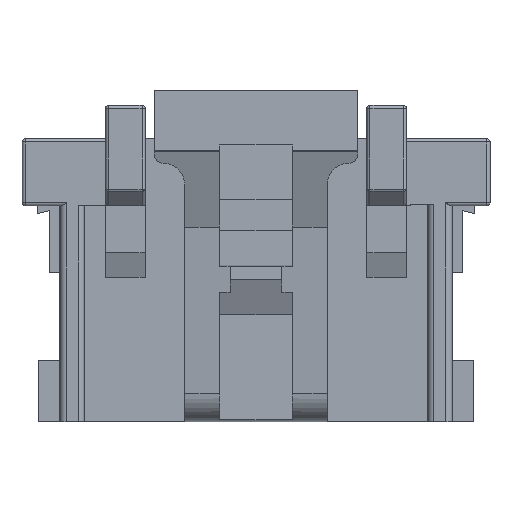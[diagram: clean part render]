
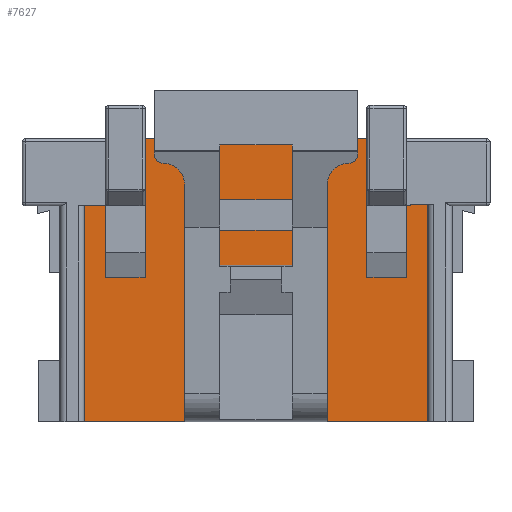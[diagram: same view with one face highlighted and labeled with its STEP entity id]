
A CAD part, top view. The second image highlights one B-rep face of the part: STEP entity #7627.
In plain terms, the highlighted planar face has unit normal (0, 0, 1).
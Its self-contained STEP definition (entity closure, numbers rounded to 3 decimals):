
#318=DIRECTION('',(-1.,0.,0.));
#319=VECTOR('',#318,7.3);
#320=CARTESIAN_POINT('',(3.65,9.3,1.825));
#321=LINE('',#320,#319);
#1717=DIRECTION('',(0.,-1.,0.));
#1718=VECTOR('',#1717,4.55);
#1719=CARTESIAN_POINT('',(-3.65,9.3,1.825));
#1720=LINE('',#1719,#1718);
#1847=DIRECTION('',(0.,1.,0.));
#1848=VECTOR('',#1847,2.4);
#1849=CARTESIAN_POINT('',(4.95,4.75,1.825));
#1850=LINE('',#1849,#1848);
#1851=DIRECTION('',(-1.,0.,0.));
#1852=VECTOR('',#1851,3.3);
#1853=CARTESIAN_POINT('',(5.65,0.,1.825));
#1854=LINE('',#1853,#1852);
#1855=DIRECTION('',(0.,1.,0.));
#1856=VECTOR('',#1855,1.3);
#1857=CARTESIAN_POINT('',(2.35,0.,1.825));
#1858=LINE('',#1857,#1856);
#1859=DIRECTION('',(1.,0.,0.));
#1860=VECTOR('',#1859,4.7);
#1861=CARTESIAN_POINT('',(-2.35,1.3,1.825));
#1862=LINE('',#1861,#1860);
#1863=DIRECTION('',(0.,-1.,0.));
#1864=VECTOR('',#1863,1.3);
#1865=CARTESIAN_POINT('',(-2.35,1.3,1.825));
#1866=LINE('',#1865,#1864);
#1867=DIRECTION('',(-1.,0.,0.));
#1868=VECTOR('',#1867,3.3);
#1869=CARTESIAN_POINT('',(-2.35,0.,1.825));
#1870=LINE('',#1869,#1868);
#1871=DIRECTION('',(0.,-1.,0.));
#1872=VECTOR('',#1871,7.1);
#1873=CARTESIAN_POINT('',(-5.65,7.1,1.825));
#1874=LINE('',#1873,#1872);
#1875=DIRECTION('',(1.,0.,0.));
#1876=VECTOR('',#1875,0.7);
#1877=CARTESIAN_POINT('',(-5.65,7.1,1.825));
#1878=LINE('',#1877,#1876);
#1879=DIRECTION('',(0.,-1.,0.));
#1880=VECTOR('',#1879,2.35);
#1881=CARTESIAN_POINT('',(-4.95,7.1,1.825));
#1882=LINE('',#1881,#1880);
#1883=DIRECTION('',(0.,-1.,0.));
#1884=VECTOR('',#1883,1.);
#1885=CARTESIAN_POINT('',(-1.2,7.3,1.825));
#1886=LINE('',#1885,#1884);
#1887=DIRECTION('',(1.,0.,0.));
#1888=VECTOR('',#1887,2.4);
#1889=CARTESIAN_POINT('',(-1.2,6.3,1.825));
#1890=LINE('',#1889,#1888);
#1891=DIRECTION('',(0.,1.,0.));
#1892=VECTOR('',#1891,1.);
#1893=CARTESIAN_POINT('',(1.2,6.3,1.825));
#1894=LINE('',#1893,#1892);
#1895=DIRECTION('',(-1.,0.,0.));
#1896=VECTOR('',#1895,2.4);
#1897=CARTESIAN_POINT('',(1.2,7.3,1.825));
#1898=LINE('',#1897,#1896);
#1927=DIRECTION('',(1.,0.,0.));
#1928=VECTOR('',#1927,1.3);
#1929=CARTESIAN_POINT('',(-4.95,4.75,1.825));
#1930=LINE('',#1929,#1928);
#1948=DIRECTION('',(1.,0.,0.));
#1949=VECTOR('',#1948,0.7);
#1950=CARTESIAN_POINT('',(4.95,7.15,1.825));
#1951=LINE('',#1950,#1949);
#1964=DIRECTION('',(0.,1.,0.));
#1965=VECTOR('',#1964,7.15);
#1966=CARTESIAN_POINT('',(5.65,0.,1.825));
#1967=LINE('',#1966,#1965);
#3569=DIRECTION('',(1.,0.,0.));
#3570=VECTOR('',#3569,1.3);
#3571=CARTESIAN_POINT('',(3.65,4.75,1.825));
#3572=LINE('',#3571,#3570);
#3585=DIRECTION('',(0.,1.,0.));
#3586=VECTOR('',#3585,4.55);
#3587=CARTESIAN_POINT('',(3.65,4.75,1.825));
#3588=LINE('',#3587,#3586);
#3853=CARTESIAN_POINT('',(3.65,9.3,1.825));
#3854=CARTESIAN_POINT('',(-3.65,9.3,1.825));
#3855=VERTEX_POINT('',#3853);
#3856=VERTEX_POINT('',#3854);
#3978=CARTESIAN_POINT('',(-5.65,7.1,1.825));
#3980=VERTEX_POINT('',#3978);
#3981=CARTESIAN_POINT('',(-5.65,0.,1.825));
#3982=VERTEX_POINT('',#3981);
#3984=CARTESIAN_POINT('',(5.65,0.,1.825));
#3986=VERTEX_POINT('',#3984);
#4010=CARTESIAN_POINT('',(-2.35,0.,1.825));
#4012=VERTEX_POINT('',#4010);
#4035=CARTESIAN_POINT('',(-2.35,1.3,1.825));
#4036=VERTEX_POINT('',#4035);
#4037=CARTESIAN_POINT('',(2.35,0.,1.825));
#4038=VERTEX_POINT('',#4037);
#4627=CARTESIAN_POINT('',(2.35,1.3,1.825));
#4628=VERTEX_POINT('',#4627);
#4665=CARTESIAN_POINT('',(-4.95,7.1,1.825));
#4666=VERTEX_POINT('',#4665);
#4667=CARTESIAN_POINT('',(-4.95,4.75,1.825));
#4668=VERTEX_POINT('',#4667);
#4673=CARTESIAN_POINT('',(3.65,4.75,1.825));
#4674=CARTESIAN_POINT('',(4.95,4.75,1.825));
#4675=VERTEX_POINT('',#4673);
#4676=VERTEX_POINT('',#4674);
#4681=CARTESIAN_POINT('',(-3.65,4.75,1.825));
#4682=VERTEX_POINT('',#4681);
#4701=CARTESIAN_POINT('',(4.95,7.15,1.825));
#4702=VERTEX_POINT('',#4701);
#4703=CARTESIAN_POINT('',(5.65,7.15,1.825));
#4704=VERTEX_POINT('',#4703);
#4713=CARTESIAN_POINT('',(-1.2,7.3,1.825));
#4714=CARTESIAN_POINT('',(-1.2,6.3,1.825));
#4715=VERTEX_POINT('',#4713);
#4716=VERTEX_POINT('',#4714);
#4717=CARTESIAN_POINT('',(1.2,6.3,1.825));
#4718=VERTEX_POINT('',#4717);
#4719=CARTESIAN_POINT('',(1.2,7.3,1.825));
#4720=VERTEX_POINT('',#4719);
#7581=CARTESIAN_POINT('',(-7.7,7.1,1.825));
#7582=DIRECTION('',(0.,0.,1.));
#7583=DIRECTION('',(0.,-1.,0.));
#7584=AXIS2_PLACEMENT_3D('',#7581,#7582,#7583);
#7585=PLANE('',#7584);
#7587=ORIENTED_EDGE('',*,*,#7586,.T.);
#7589=ORIENTED_EDGE('',*,*,#7588,.T.);
#7591=ORIENTED_EDGE('',*,*,#7590,.F.);
#7593=ORIENTED_EDGE('',*,*,#7592,.T.);
#7595=ORIENTED_EDGE('',*,*,#7594,.T.);
#7597=ORIENTED_EDGE('',*,*,#7596,.F.);
#7599=ORIENTED_EDGE('',*,*,#7598,.T.);
#7601=ORIENTED_EDGE('',*,*,#7600,.T.);
#7603=ORIENTED_EDGE('',*,*,#7602,.F.);
#7604=ORIENTED_EDGE('',*,*,#6950,.T.);
#7606=ORIENTED_EDGE('',*,*,#7605,.T.);
#7608=ORIENTED_EDGE('',*,*,#7607,.T.);
#7609=ORIENTED_EDGE('',*,*,#7412,.F.);
#7610=ORIENTED_EDGE('',*,*,#5041,.F.);
#7612=ORIENTED_EDGE('',*,*,#7611,.F.);
#7614=ORIENTED_EDGE('',*,*,#7613,.T.);
#7615=EDGE_LOOP('',(#7587,#7589,#7591,#7593,#7595,#7597,#7599,#7601,#7603,#7604,
#7606,#7608,#7609,#7610,#7612,#7614));
#7616=FACE_OUTER_BOUND('',#7615,.F.);
#7618=ORIENTED_EDGE('',*,*,#7617,.T.);
#7620=ORIENTED_EDGE('',*,*,#7619,.T.);
#7622=ORIENTED_EDGE('',*,*,#7621,.T.);
#7624=ORIENTED_EDGE('',*,*,#7623,.T.);
#7625=EDGE_LOOP('',(#7618,#7620,#7622,#7624));
#7626=FACE_BOUND('',#7625,.F.);
#7627=ADVANCED_FACE('',(#7616,#7626),#7585,.T.);
#5041=EDGE_CURVE('',#3855,#3856,#321,.T.);
#6950=EDGE_CURVE('',#3980,#4666,#1878,.T.);
#7412=EDGE_CURVE('',#3856,#4682,#1720,.T.);
#7586=EDGE_CURVE('',#4676,#4702,#1850,.T.);
#7588=EDGE_CURVE('',#4702,#4704,#1951,.T.);
#7590=EDGE_CURVE('',#3986,#4704,#1967,.T.);
#7592=EDGE_CURVE('',#3986,#4038,#1854,.T.);
#7594=EDGE_CURVE('',#4038,#4628,#1858,.T.);
#7596=EDGE_CURVE('',#4036,#4628,#1862,.T.);
#7598=EDGE_CURVE('',#4036,#4012,#1866,.T.);
#7600=EDGE_CURVE('',#4012,#3982,#1870,.T.);
#7602=EDGE_CURVE('',#3980,#3982,#1874,.T.);
#7605=EDGE_CURVE('',#4666,#4668,#1882,.T.);
#7607=EDGE_CURVE('',#4668,#4682,#1930,.T.);
#7611=EDGE_CURVE('',#4675,#3855,#3588,.T.);
#7613=EDGE_CURVE('',#4675,#4676,#3572,.T.);
#7617=EDGE_CURVE('',#4715,#4716,#1886,.T.);
#7619=EDGE_CURVE('',#4716,#4718,#1890,.T.);
#7621=EDGE_CURVE('',#4718,#4720,#1894,.T.);
#7623=EDGE_CURVE('',#4720,#4715,#1898,.T.);
